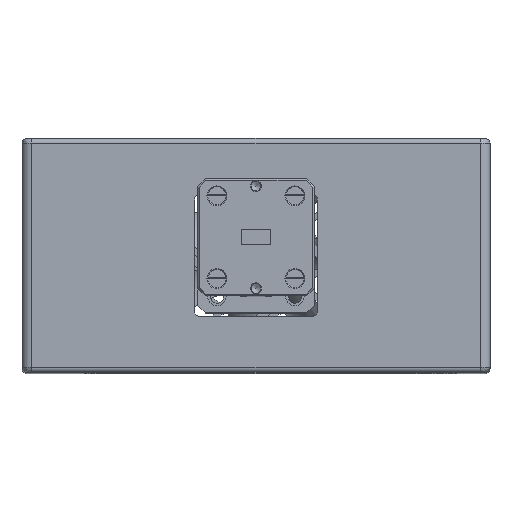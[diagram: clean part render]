
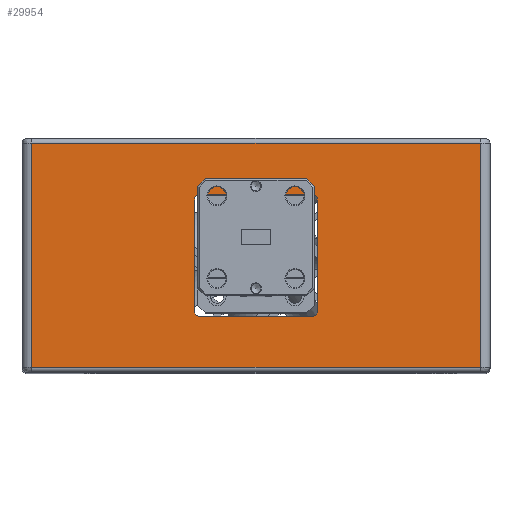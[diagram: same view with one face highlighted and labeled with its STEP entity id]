
A CAD part, top view. The second image highlights one B-rep face of the part: STEP entity #29954.
In plain terms, the highlighted planar face has unit normal (0, 0, 1).
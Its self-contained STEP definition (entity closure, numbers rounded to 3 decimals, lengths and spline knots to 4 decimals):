
#1276=FACE_BOUND('',#9480,.T.);
#2271=LINE('',#43596,#5053);
#2275=LINE('',#43605,#5057);
#2276=LINE('',#43609,#5058);
#2277=LINE('',#43610,#5059);
#2278=LINE('',#43613,#5060);
#2279=LINE('',#43617,#5061);
#2280=LINE('',#43621,#5062);
#2281=LINE('',#43625,#5063);
#5053=VECTOR('',#35265,0.3937);
#5057=VECTOR('',#35273,0.3937);
#5058=VECTOR('',#35278,0.3937);
#5059=VECTOR('',#35279,0.3937);
#5060=VECTOR('',#35280,0.3937);
#5061=VECTOR('',#35283,0.3937);
#5062=VECTOR('',#35286,0.3937);
#5063=VECTOR('',#35289,0.3937);
#7818=FACE_OUTER_BOUND('',#9479,.T.);
#9479=EDGE_LOOP('',(#20880,#20881,#20882,#20883));
#9480=EDGE_LOOP('',(#20884,#20885,#20886,#20887,#20888,#20889,#20890,#20891));
#11156=CIRCLE('',#31819,0.0313);
#11157=CIRCLE('',#31820,0.0312);
#11158=CIRCLE('',#31821,0.0313);
#11159=CIRCLE('',#31822,0.0313);
#12349=VERTEX_POINT('',#43529);
#12362=VERTEX_POINT('',#43590);
#12365=VERTEX_POINT('',#43604);
#12366=VERTEX_POINT('',#43608);
#12367=VERTEX_POINT('',#43611);
#12368=VERTEX_POINT('',#43612);
#12369=VERTEX_POINT('',#43614);
#12370=VERTEX_POINT('',#43616);
#12371=VERTEX_POINT('',#43618);
#12372=VERTEX_POINT('',#43620);
#12373=VERTEX_POINT('',#43622);
#12374=VERTEX_POINT('',#43624);
#15562=EDGE_CURVE('',#12349,#12362,#2271,.T.);
#15566=EDGE_CURVE('',#12362,#12365,#2275,.T.);
#15568=EDGE_CURVE('',#12366,#12349,#2276,.T.);
#15569=EDGE_CURVE('',#12365,#12366,#2277,.T.);
#15570=EDGE_CURVE('',#12367,#12368,#2278,.T.);
#15571=EDGE_CURVE('',#12368,#12369,#11156,.T.);
#15572=EDGE_CURVE('',#12369,#12370,#2279,.T.);
#15573=EDGE_CURVE('',#12370,#12371,#11157,.T.);
#15574=EDGE_CURVE('',#12371,#12372,#2280,.T.);
#15575=EDGE_CURVE('',#12372,#12373,#11158,.T.);
#15576=EDGE_CURVE('',#12373,#12374,#2281,.T.);
#15577=EDGE_CURVE('',#12374,#12367,#11159,.T.);
#20880=ORIENTED_EDGE('',*,*,#15562,.F.);
#20881=ORIENTED_EDGE('',*,*,#15568,.F.);
#20882=ORIENTED_EDGE('',*,*,#15569,.F.);
#20883=ORIENTED_EDGE('',*,*,#15566,.F.);
#20884=ORIENTED_EDGE('',*,*,#15570,.T.);
#20885=ORIENTED_EDGE('',*,*,#15571,.T.);
#20886=ORIENTED_EDGE('',*,*,#15572,.T.);
#20887=ORIENTED_EDGE('',*,*,#15573,.T.);
#20888=ORIENTED_EDGE('',*,*,#15574,.T.);
#20889=ORIENTED_EDGE('',*,*,#15575,.T.);
#20890=ORIENTED_EDGE('',*,*,#15576,.T.);
#20891=ORIENTED_EDGE('',*,*,#15577,.T.);
#27285=PLANE('',#31818);
#29954=ADVANCED_FACE('',(#7818,#1276),#27285,.T.);
#31818=AXIS2_PLACEMENT_3D('',#43607,#35276,#35277);
#31819=AXIS2_PLACEMENT_3D('',#43615,#35281,#35282);
#31820=AXIS2_PLACEMENT_3D('',#43619,#35284,#35285);
#31821=AXIS2_PLACEMENT_3D('',#43623,#35287,#35288);
#31822=AXIS2_PLACEMENT_3D('',#43626,#35290,#35291);
#35265=DIRECTION('',(-1.,0.,0.));
#35273=DIRECTION('',(0.,1.,0.));
#35276=DIRECTION('center_axis',(0.,0.,1.));
#35277=DIRECTION('ref_axis',(1.,0.,0.));
#35278=DIRECTION('',(0.,-1.,0.));
#35279=DIRECTION('',(1.,0.,0.));
#35280=DIRECTION('',(1.,0.,0.));
#35281=DIRECTION('center_axis',(0.,0.,-1.));
#35282=DIRECTION('ref_axis',(1.,0.,0.));
#35283=DIRECTION('',(0.,-1.,0.));
#35284=DIRECTION('center_axis',(0.,0.,-1.));
#35285=DIRECTION('ref_axis',(0.,-1.,0.));
#35286=DIRECTION('',(-1.,0.,0.));
#35287=DIRECTION('center_axis',(0.,0.,-1.));
#35288=DIRECTION('ref_axis',(-1.,0.,0.));
#35289=DIRECTION('',(0.,1.,0.));
#35290=DIRECTION('center_axis',(0.,0.,-1.));
#35291=DIRECTION('ref_axis',(0.,1.,0.));
#43529=CARTESIAN_POINT('',(1.4375,0.0313,2.375));
#43590=CARTESIAN_POINT('',(-1.4375,0.0313,2.375));
#43596=CARTESIAN_POINT('',(-0.75,0.0313,2.375));
#43604=CARTESIAN_POINT('',(-1.4375,1.4688,2.375));
#43605=CARTESIAN_POINT('',(-1.4375,0.,2.375));
#43607=CARTESIAN_POINT('Origin',(-1.5,0.,2.375));
#43608=CARTESIAN_POINT('',(1.4375,1.4688,2.375));
#43609=CARTESIAN_POINT('',(1.4375,0.,2.375));
#43610=CARTESIAN_POINT('',(-0.75,1.4688,2.375));
#43611=CARTESIAN_POINT('',(-0.3613,1.1425,2.375));
#43612=CARTESIAN_POINT('',(0.3613,1.1425,2.375));
#43613=CARTESIAN_POINT('',(-0.9306,1.1425,2.375));
#43614=CARTESIAN_POINT('',(0.3925,1.1113,2.375));
#43615=CARTESIAN_POINT('Origin',(0.3613,1.1113,2.375));
#43616=CARTESIAN_POINT('',(0.3925,0.3888,2.375));
#43617=CARTESIAN_POINT('',(0.3925,0.5556,2.375));
#43618=CARTESIAN_POINT('',(0.3613,0.3575,2.375));
#43619=CARTESIAN_POINT('Origin',(0.3613,0.3888,2.375));
#43620=CARTESIAN_POINT('',(-0.3613,0.3575,2.375));
#43621=CARTESIAN_POINT('',(-0.5694,0.3575,2.375));
#43622=CARTESIAN_POINT('',(-0.3925,0.3888,2.375));
#43623=CARTESIAN_POINT('Origin',(-0.3613,0.3888,2.375));
#43624=CARTESIAN_POINT('',(-0.3925,1.1113,2.375));
#43625=CARTESIAN_POINT('',(-0.3925,0.1944,2.375));
#43626=CARTESIAN_POINT('Origin',(-0.3613,1.1113,2.375));
